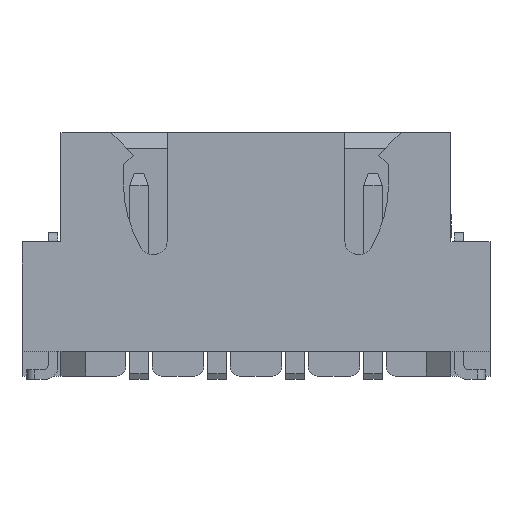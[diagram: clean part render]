
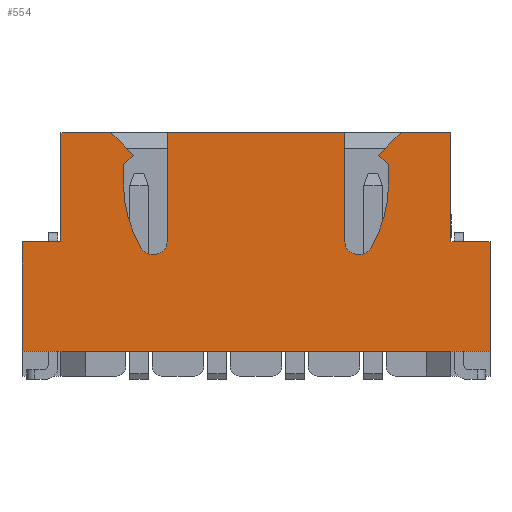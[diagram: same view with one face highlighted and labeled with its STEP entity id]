
A CAD part, front view. The second image highlights one B-rep face of the part: STEP entity #554.
In plain terms, the highlighted planar face has unit normal (0, -1, 0).
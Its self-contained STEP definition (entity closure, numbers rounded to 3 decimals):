
#554=ADVANCED_FACE('',(#1502),#1503,.T.);
#1502=FACE_OUTER_BOUND('',#2845,.T.);
#1503=PLANE('',#2846);
#2845=EDGE_LOOP('',(#4611,#4612,#4613,#4614,#4615,#4616,#4617,#4618,#4619,#4620,#4621,#4622,#4623,#4624,#4625,#4626,#4627,#4628,#4629,#4630,#4631,#4632,#4633,#4634,#4635,#4636));
#2846=AXIS2_PLACEMENT_3D('',#4637,#4638,#4639);
#4611=ORIENTED_EDGE('',*,*,#8677,.F.);
#4612=ORIENTED_EDGE('',*,*,#8678,.F.);
#4613=ORIENTED_EDGE('',*,*,#8679,.T.);
#4614=ORIENTED_EDGE('',*,*,#8680,.F.);
#4615=ORIENTED_EDGE('',*,*,#8681,.T.);
#4616=ORIENTED_EDGE('',*,*,#8682,.T.);
#4617=ORIENTED_EDGE('',*,*,#8683,.T.);
#4618=ORIENTED_EDGE('',*,*,#8684,.F.);
#4619=ORIENTED_EDGE('',*,*,#8685,.T.);
#4620=ORIENTED_EDGE('',*,*,#8686,.F.);
#4621=ORIENTED_EDGE('',*,*,#8687,.T.);
#4622=ORIENTED_EDGE('',*,*,#8688,.F.);
#4623=ORIENTED_EDGE('',*,*,#8689,.F.);
#4624=ORIENTED_EDGE('',*,*,#8690,.T.);
#4625=ORIENTED_EDGE('',*,*,#8691,.T.);
#4626=ORIENTED_EDGE('',*,*,#8692,.F.);
#4627=ORIENTED_EDGE('',*,*,#8693,.T.);
#4628=ORIENTED_EDGE('',*,*,#8694,.F.);
#4629=ORIENTED_EDGE('',*,*,#8695,.F.);
#4630=ORIENTED_EDGE('',*,*,#8696,.T.);
#4631=ORIENTED_EDGE('',*,*,#8697,.T.);
#4632=ORIENTED_EDGE('',*,*,#8698,.F.);
#4633=ORIENTED_EDGE('',*,*,#8407,.F.);
#4634=ORIENTED_EDGE('',*,*,#8699,.T.);
#4635=ORIENTED_EDGE('',*,*,#8700,.T.);
#4636=ORIENTED_EDGE('',*,*,#8616,.F.);
#4637=CARTESIAN_POINT('',(-6.25,-3.0,0.0));
#4638=DIRECTION('',(0.0,-1.0,0.0));
#4639=DIRECTION('',(1.0,0.0,0.0));
#8407=EDGE_CURVE('',#10159,#10160,#10161,.T.);
#8616=EDGE_CURVE('',#10513,#10515,#10516,.T.);
#8677=EDGE_CURVE('',#10627,#10513,#10628,.T.);
#8678=EDGE_CURVE('',#10629,#10627,#10630,.T.);
#8679=EDGE_CURVE('',#10629,#10631,#10632,.T.);
#8680=EDGE_CURVE('',#10633,#10631,#10634,.T.);
#8681=EDGE_CURVE('',#10633,#10635,#10636,.T.);
#8682=EDGE_CURVE('',#10635,#10637,#10638,.T.);
#8683=EDGE_CURVE('',#10637,#10639,#10640,.T.);
#8684=EDGE_CURVE('',#10641,#10639,#10642,.T.);
#8685=EDGE_CURVE('',#10641,#10643,#10644,.T.);
#8686=EDGE_CURVE('',#10645,#10643,#10646,.T.);
#8687=EDGE_CURVE('',#10645,#10647,#10648,.T.);
#8688=EDGE_CURVE('',#10649,#10647,#10650,.T.);
#8689=EDGE_CURVE('',#10651,#10649,#10652,.T.);
#8690=EDGE_CURVE('',#10651,#10653,#10654,.T.);
#8691=EDGE_CURVE('',#10653,#10655,#10656,.T.);
#8692=EDGE_CURVE('',#10657,#10655,#10658,.T.);
#8693=EDGE_CURVE('',#10657,#10659,#10660,.T.);
#8694=EDGE_CURVE('',#10661,#10659,#10662,.T.);
#8695=EDGE_CURVE('',#10663,#10661,#10664,.T.);
#8696=EDGE_CURVE('',#10663,#10665,#10666,.T.);
#8697=EDGE_CURVE('',#10665,#10667,#10668,.T.);
#8698=EDGE_CURVE('',#10160,#10667,#10669,.T.);
#8699=EDGE_CURVE('',#10159,#10670,#10671,.T.);
#8700=EDGE_CURVE('',#10670,#10515,#10672,.T.);
#10159=VERTEX_POINT('',#12725);
#10160=VERTEX_POINT('',#12726);
#10161=LINE('',#12727,#12728);
#10513=VERTEX_POINT('',#13250);
#10515=VERTEX_POINT('',#13253);
#10516=LINE('',#13254,#13255);
#10627=VERTEX_POINT('',#13423);
#10628=LINE('',#13424,#13425);
#10629=VERTEX_POINT('',#13426);
#10630=LINE('',#13427,#13428);
#10631=VERTEX_POINT('',#13429);
#10632=LINE('',#13430,#13431);
#10633=VERTEX_POINT('',#13432);
#10634=LINE('',#13433,#13434);
#10635=VERTEX_POINT('',#13435);
#10636=LINE('',#13436,#13437);
#10637=VERTEX_POINT('',#13438);
#10638=LINE('',#13439,#13440);
#10639=VERTEX_POINT('',#13441);
#10640=LINE('',#13442,#13443);
#10641=VERTEX_POINT('',#13444);
#10642=CIRCLE('',#13445,4.096);
#10643=VERTEX_POINT('',#13446);
#10644=CIRCLE('',#13447,0.4);
#10645=VERTEX_POINT('',#13448);
#10646=LINE('',#13449,#13450);
#10647=VERTEX_POINT('',#13451);
#10648=CIRCLE('',#13452,0.4);
#10649=VERTEX_POINT('',#13453);
#10650=LINE('',#13454,#13455);
#10651=VERTEX_POINT('',#13456);
#10652=LINE('',#13457,#13458);
#10653=VERTEX_POINT('',#13459);
#10654=LINE('',#13460,#13461);
#10655=VERTEX_POINT('',#13462);
#10656=CIRCLE('',#13463,0.4);
#10657=VERTEX_POINT('',#13464);
#10658=LINE('',#13465,#13466);
#10659=VERTEX_POINT('',#13467);
#10660=CIRCLE('',#13468,0.4);
#10661=VERTEX_POINT('',#13469);
#10662=CIRCLE('',#13470,4.096);
#10663=VERTEX_POINT('',#13471);
#10664=LINE('',#13472,#13473);
#10665=VERTEX_POINT('',#13474);
#10666=LINE('',#13475,#13476);
#10667=VERTEX_POINT('',#13477);
#10668=LINE('',#13478,#13479);
#10669=LINE('',#13480,#13481);
#10670=VERTEX_POINT('',#13482);
#10671=LINE('',#13483,#13484);
#10672=LINE('',#13485,#13486);
#12725=CARTESIAN_POINT('',(-6.25,-3.0,4.3));
#12726=CARTESIAN_POINT('',(-6.25,-3.0,7.8));
#12727=CARTESIAN_POINT('',(-6.25,-3.0,4.3));
#12728=VECTOR('',#16301,1.0);
#13250=CARTESIAN_POINT('',(7.5,-3.0,0.8));
#13253=CARTESIAN_POINT('',(-7.5,-3.0,0.8));
#13254=CARTESIAN_POINT('',(7.5,-3.0,0.8));
#13255=VECTOR('',#16497,1.0);
#13423=CARTESIAN_POINT('',(7.5,-3.0,4.3));
#13424=CARTESIAN_POINT('',(7.5,-3.0,4.3));
#13425=VECTOR('',#16555,1.0);
#13426=CARTESIAN_POINT('',(6.25,-3.0,4.3));
#13427=CARTESIAN_POINT('',(6.25,-3.0,4.3));
#13428=VECTOR('',#16556,1.0);
#13429=CARTESIAN_POINT('',(6.25,-3.0,7.8));
#13430=CARTESIAN_POINT('',(6.25,-3.0,4.3));
#13431=VECTOR('',#16557,1.0);
#13432=CARTESIAN_POINT('',(4.65,-3.0,7.8));
#13433=CARTESIAN_POINT('',(4.65,-3.0,7.8));
#13434=VECTOR('',#16558,1.0);
#13435=CARTESIAN_POINT('',(3.931,-3.0,7.081));
#13436=CARTESIAN_POINT('',(4.65,-3.0,7.8));
#13437=VECTOR('',#16559,1.0);
#13438=CARTESIAN_POINT('',(4.25,-3.0,6.795));
#13439=CARTESIAN_POINT('',(3.931,-3.0,7.081));
#13440=VECTOR('',#16560,1.0);
#13441=CARTESIAN_POINT('',(4.25,-3.0,6.19));
#13442=CARTESIAN_POINT('',(4.25,-3.0,6.795));
#13443=VECTOR('',#16561,1.0);
#13444=CARTESIAN_POINT('',(3.674,-3.0,4.095));
#13445=AXIS2_PLACEMENT_3D('',#16562,#16563,#16564);
#13446=CARTESIAN_POINT('',(3.33,-3.0,3.9));
#13447=AXIS2_PLACEMENT_3D('',#16565,#16566,#16567);
#13448=CARTESIAN_POINT('',(3.25,-3.0,3.9));
#13449=CARTESIAN_POINT('',(3.25,-3.0,3.9));
#13450=VECTOR('',#16568,1.0);
#13451=CARTESIAN_POINT('',(2.85,-3.0,4.3));
#13452=AXIS2_PLACEMENT_3D('',#16569,#16570,#16571);
#13453=CARTESIAN_POINT('',(2.85,-3.0,7.8));
#13454=CARTESIAN_POINT('',(2.85,-3.0,7.8));
#13455=VECTOR('',#16572,1.0);
#13456=CARTESIAN_POINT('',(-2.85,-3.0,7.8));
#13457=CARTESIAN_POINT('',(-2.85,-3.0,7.8));
#13458=VECTOR('',#16573,1.0);
#13459=CARTESIAN_POINT('',(-2.85,-3.0,4.3));
#13460=CARTESIAN_POINT('',(-2.85,-3.0,7.8));
#13461=VECTOR('',#16574,1.0);
#13462=CARTESIAN_POINT('',(-3.25,-3.0,3.9));
#13463=AXIS2_PLACEMENT_3D('',#16575,#16576,#16577);
#13464=CARTESIAN_POINT('',(-3.33,-3.0,3.9));
#13465=CARTESIAN_POINT('',(-3.33,-3.0,3.9));
#13466=VECTOR('',#16578,1.0);
#13467=CARTESIAN_POINT('',(-3.674,-3.0,4.095));
#13468=AXIS2_PLACEMENT_3D('',#16579,#16580,#16581);
#13469=CARTESIAN_POINT('',(-4.25,-3.0,6.19));
#13470=AXIS2_PLACEMENT_3D('',#16582,#16583,#16584);
#13471=CARTESIAN_POINT('',(-4.25,-3.0,6.795));
#13472=CARTESIAN_POINT('',(-4.25,-3.0,6.795));
#13473=VECTOR('',#16585,1.0);
#13474=CARTESIAN_POINT('',(-3.931,-3.0,7.081));
#13475=CARTESIAN_POINT('',(-4.25,-3.0,6.795));
#13476=VECTOR('',#16586,1.0);
#13477=CARTESIAN_POINT('',(-4.65,-3.0,7.8));
#13478=CARTESIAN_POINT('',(-3.931,-3.0,7.081));
#13479=VECTOR('',#16587,1.0);
#13480=CARTESIAN_POINT('',(-6.25,-3.0,7.8));
#13481=VECTOR('',#16588,1.0);
#13482=CARTESIAN_POINT('',(-7.5,-3.0,4.3));
#13483=CARTESIAN_POINT('',(-6.25,-3.0,4.3));
#13484=VECTOR('',#16589,1.0);
#13485=CARTESIAN_POINT('',(-7.5,-3.0,4.3));
#13486=VECTOR('',#16590,1.0);
#16301=DIRECTION('',(0.0,0.0,1.0));
#16497=DIRECTION('',(-1.0,0.0,0.0));
#16555=DIRECTION('',(0.0,0.0,-1.0));
#16556=DIRECTION('',(1.0,0.0,0.0));
#16557=DIRECTION('',(0.0,0.0,1.0));
#16558=DIRECTION('',(1.0,0.0,0.0));
#16559=DIRECTION('',(-0.707,0.0,-0.707));
#16560=DIRECTION('',(0.744,0.0,-0.668));
#16561=DIRECTION('',(0.0,0.0,-1.0));
#16562=CARTESIAN_POINT('',(0.154,-3.0,6.19));
#16563=DIRECTION('',(0.0,-1.0,0.0));
#16564=DIRECTION('',(0.859,0.0,-0.511));
#16565=CARTESIAN_POINT('',(3.33,-3.0,4.3));
#16566=DIRECTION('',(0.,1.0,0.));
#16567=DIRECTION('',(0.859,0.,-0.511));
#16568=DIRECTION('',(1.0,0.0,0.0));
#16569=CARTESIAN_POINT('',(3.25,-3.0,4.3));
#16570=DIRECTION('',(0.,1.0,0.));
#16571=DIRECTION('',(0.,0.,-1.0));
#16572=DIRECTION('',(0.0,0.0,-1.0));
#16573=DIRECTION('',(1.0,0.0,0.0));
#16574=DIRECTION('',(0.0,0.0,-1.0));
#16575=CARTESIAN_POINT('',(-3.25,-3.0,4.3));
#16576=DIRECTION('',(0.,1.0,0.));
#16577=DIRECTION('',(1.0,0.,0.));
#16578=DIRECTION('',(1.0,0.0,0.0));
#16579=CARTESIAN_POINT('',(-3.33,-3.0,4.3));
#16580=DIRECTION('',(0.,1.0,0.));
#16581=DIRECTION('',(0.,0.,-1.0));
#16582=CARTESIAN_POINT('',(-0.154,-3.0,6.19));
#16583=DIRECTION('',(0.0,-1.0,0.0));
#16584=DIRECTION('',(-1.0,0.0,0.));
#16585=DIRECTION('',(0.0,0.0,-1.0));
#16586=DIRECTION('',(0.744,0.0,0.668));
#16587=DIRECTION('',(-0.707,0.0,0.707));
#16588=DIRECTION('',(1.0,0.0,0.0));
#16589=DIRECTION('',(-1.0,0.0,0.0));
#16590=DIRECTION('',(0.0,0.0,-1.0));
